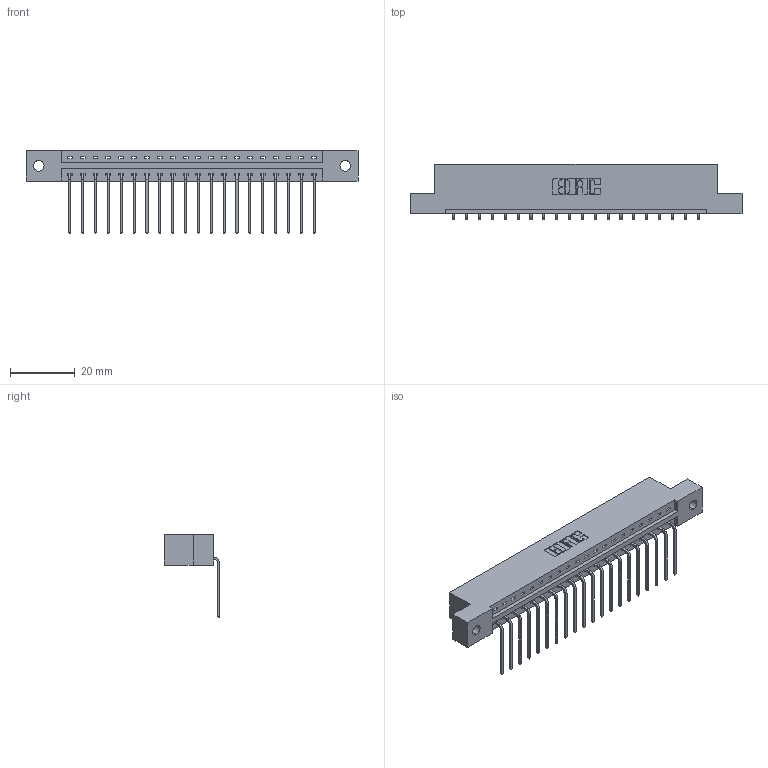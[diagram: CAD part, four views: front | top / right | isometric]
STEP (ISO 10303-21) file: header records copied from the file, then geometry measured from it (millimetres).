
FILE_DESCRIPTION (( 'STEP AP203' ), '1' );
FILE_NAME ('387-020-559-102.STEP', '2018-09-14T00:34:52', ( '' ), ( '' ), 'SwSTEP 2.0', 'SolidWorks 2016', '' );
FILE_SCHEMA (( 'CONFIG_CONTROL_DESIGN' ));
Length unit declared in the file: inch
Products named in the file (3): 345-292-001_558 559 Tail - 1; 387-020-559-102; 337 Part_Flush Mounting Lugs - 0.128 Dia
Assembly tree (21 placements, depth 2):
  387-020-559-102
    337 Part_Flush Mounting Lugs - 0.128 Dia
    345-292-001_558 559 Tail - 1  x20
Bounding box: 102.26 x 17.09 x 25.53 mm (x, y, z)
Volume: 10382.9 mm3; surface area: 10746.6 mm2
Topology: 21 solids, 21 shells, 1394 faces, 4191 edges, 2766 vertices
Faces by surface type: plane 1030, cylinder 364
Entity records: 17799 total; most frequent: CARTESIAN_POINT 3106, ORIENTED_EDGE 3062, DIRECTION 2659, EDGE_CURVE 1531, VECTOR 1403, LINE 1403, VERTEX_POINT 1018, AXIS2_PLACEMENT_3D 628
